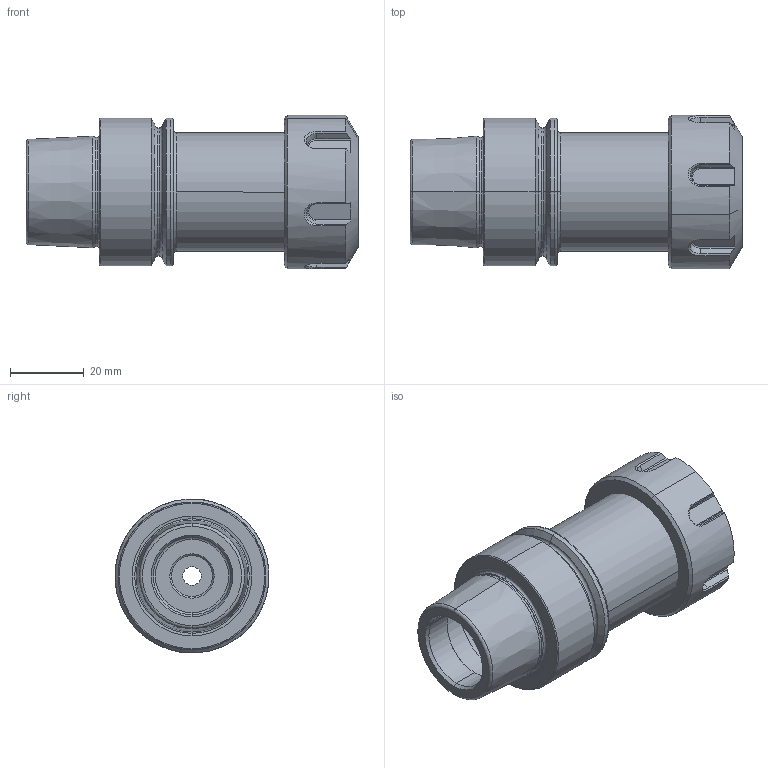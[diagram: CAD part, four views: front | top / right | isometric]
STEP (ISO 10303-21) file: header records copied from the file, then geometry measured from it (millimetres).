
FILE_DESCRIPTION (( 'STEP AP203' ), '1' );
FILE_NAME ('HE4.E25.K01.070.STEP', '2018-02-16T12:21:39', ( 'SWIAdmin' ), ( 'Hewlett-Packard Company' ), 'SwSTEP 2.0', 'SolidWorks 2017', '' );
FILE_SCHEMA (( 'CONFIG_CONTROL_DESIGN' ));
Length unit declared in the file: millimetre
Products named in the file (3): HE4-E25.K01.070_A_Fertigbearbeitung; E25-ER1.001.020; HE4.E25.K01.070
Assembly tree (2 placements, depth 2):
  HE4.E25.K01.070
    HE4-E25.K01.070_A_Fertigbearbeitung
    E25-ER1.001.020
Bounding box: 89.9 x 41.7 x 41.65 mm (x, y, z)
Volume: 57505.7 mm3; surface area: 21292.8 mm2
Topology: 2 solids, 2 shells, 172 faces, 390 edges, 230 vertices
Faces by surface type: plane 59, cone 48, cylinder 35, torus 30
Entity records: 5447 total; most frequent: CARTESIAN_POINT 1269, DIRECTION 868, ORIENTED_EDGE 780, EDGE_CURVE 390, AXIS2_PLACEMENT_3D 357, VERTEX_POINT 230, EDGE_LOOP 184, CIRCLE 180
